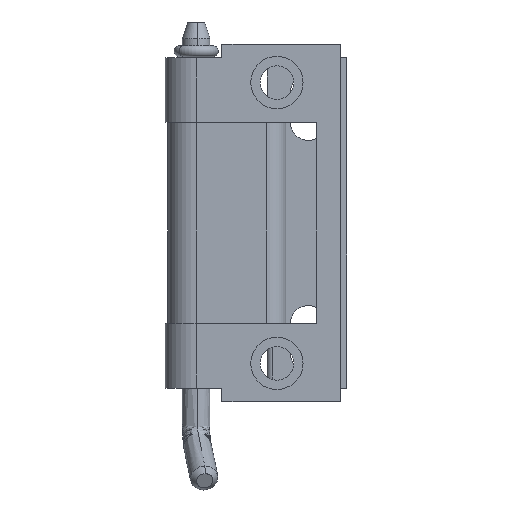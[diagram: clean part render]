
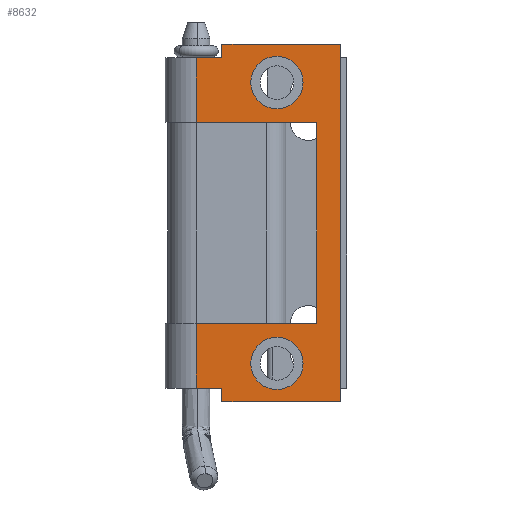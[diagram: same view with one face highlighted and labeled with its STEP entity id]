
A CAD part, front view. The second image highlights one B-rep face of the part: STEP entity #8632.
In plain terms, the highlighted planar face has unit normal (0, -1, 0).
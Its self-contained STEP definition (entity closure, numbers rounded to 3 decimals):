
#47 = VECTOR ( 'NONE', #799, 1000. ) ;
#64 = LINE ( 'NONE', #1485, #47 ) ;
#149 = AXIS2_PLACEMENT_3D ( 'NONE', #851, #6492, #1644 ) ;
#200 = ORIENTED_EDGE ( 'NONE', *, *, #6727, .T. ) ;
#246 = VECTOR ( 'NONE', #725, 1000. ) ;
#334 = LINE ( 'NONE', #4765, #246 ) ;
#386 = VERTEX_POINT ( 'NONE', #9923 ) ;
#398 = VERTEX_POINT ( 'NONE', #9916 ) ;
#405 = CARTESIAN_POINT ( 'NONE',  ( 0., -5.745, 30. ) ) ;
#495 = ORIENTED_EDGE ( 'NONE', *, *, #4140, .F. ) ;
#607 = LINE ( 'NONE', #3418, #675 ) ;
#675 = VECTOR ( 'NONE', #3361, 1000. ) ;
#719 = DIRECTION ( 'NONE',  ( 0., -1., 0. ) ) ;
#725 = DIRECTION ( 'NONE',  ( 0., 0., -1. ) ) ;
#799 = DIRECTION ( 'NONE',  ( -1., 0., 0. ) ) ;
#851 = CARTESIAN_POINT ( 'NONE',  ( 14.675, -5.745, 25.5 ) ) ;
#949 = VERTEX_POINT ( 'NONE', #9123 ) ;
#1138 = VERTEX_POINT ( 'NONE', #6660 ) ;
#1153 = CARTESIAN_POINT ( 'NONE',  ( 14.675, -5.745, -25.5 ) ) ;
#1180 = CIRCLE ( 'NONE', #2826, 4.75 ) ;
#1371 = VERTEX_POINT ( 'NONE', #9245 ) ;
#1485 = CARTESIAN_POINT ( 'NONE',  ( 26.175, -5.745, 30. ) ) ;
#1644 = DIRECTION ( 'NONE',  ( -1., 0., 0. ) ) ;
#1699 = ORIENTED_EDGE ( 'NONE', *, *, #8837, .T. ) ;
#1708 = CARTESIAN_POINT ( 'NONE',  ( 4.696, -5.745, -32.5 ) ) ;
#1756 = VERTEX_POINT ( 'NONE', #6103 ) ;
#1787 = EDGE_CURVE ( 'NONE', #1371, #5207, #3073, .T. ) ;
#1799 = DIRECTION ( 'NONE',  ( 0., 0., -1. ) ) ;
#1842 = EDGE_LOOP ( 'NONE', ( #2663, #6590, #9505, #495, #5850, #9286, #4955, #9819, #200, #5588, #4537, #2809 ) ) ;
#1870 = CARTESIAN_POINT ( 'NONE',  ( 14.675, -5.745, -25.5 ) ) ;
#1885 = CARTESIAN_POINT ( 'NONE',  ( 0., -5.745, 32.5 ) ) ;
#1901 = DIRECTION ( 'NONE',  ( 0., 1., 0. ) ) ;
#1941 = DIRECTION ( 'NONE',  ( 1., 0., 0. ) ) ;
#1971 = DIRECTION ( 'NONE',  ( 1., 0., 0. ) ) ;
#2038 = EDGE_CURVE ( 'NONE', #1138, #4332, #6608, .T. ) ;
#2063 = CARTESIAN_POINT ( 'NONE',  ( 26.175, -5.745, 32.5 ) ) ;
#2419 = VERTEX_POINT ( 'NONE', #5458 ) ;
#2443 = DIRECTION ( 'NONE',  ( 0., 1., 0. ) ) ;
#2617 = VECTOR ( 'NONE', #7943, 1000. ) ;
#2628 = LINE ( 'NONE', #10090, #2617 ) ;
#2660 = VECTOR ( 'NONE', #1799, 1000. ) ;
#2663 = ORIENTED_EDGE ( 'NONE', *, *, #1787, .T. ) ;
#2809 = ORIENTED_EDGE ( 'NONE', *, *, #7640, .T. ) ;
#2826 = AXIS2_PLACEMENT_3D ( 'NONE', #1870, #1901, #1941 ) ;
#2852 = CARTESIAN_POINT ( 'NONE',  ( 26.175, -5.745, 32.5 ) ) ;
#3073 = LINE ( 'NONE', #6031, #6322 ) ;
#3131 = CARTESIAN_POINT ( 'NONE',  ( 4.696, -5.745, 30. ) ) ;
#3351 = VERTEX_POINT ( 'NONE', #1708 ) ;
#3361 = DIRECTION ( 'NONE',  ( -1., 0., 0. ) ) ;
#3403 = CARTESIAN_POINT ( 'NONE',  ( 9.925, -5.745, 25.5 ) ) ;
#3418 = CARTESIAN_POINT ( 'NONE',  ( 26.175, -5.745, -30. ) ) ;
#4061 = EDGE_CURVE ( 'NONE', #398, #1756, #1180, .T. ) ;
#4102 = AXIS2_PLACEMENT_3D ( 'NONE', #5568, #719, #6360 ) ;
#4140 = EDGE_CURVE ( 'NONE', #2419, #4332, #607, .T. ) ;
#4166 = CIRCLE ( 'NONE', #149, 4.75 ) ;
#4325 = EDGE_CURVE ( 'NONE', #5207, #1138, #10108, .T. ) ;
#4332 = VERTEX_POINT ( 'NONE', #5676 ) ;
#4471 = EDGE_CURVE ( 'NONE', #3351, #2419, #9710, .T. ) ;
#4537 = ORIENTED_EDGE ( 'NONE', *, *, #7991, .T. ) ;
#4600 = CARTESIAN_POINT ( 'NONE',  ( 21.875, -5.745, -18.25 ) ) ;
#4696 = VECTOR ( 'NONE', #7515, 1000. ) ;
#4725 = PLANE ( 'NONE',  #4102 ) ;
#4765 = CARTESIAN_POINT ( 'NONE',  ( 0., -5.745, 32.5 ) ) ;
#4779 = LINE ( 'NONE', #6686, #4696 ) ;
#4941 = EDGE_CURVE ( 'NONE', #6547, #949, #6559, .T. ) ;
#4943 = CIRCLE ( 'NONE', #9968, 4.75 ) ;
#4955 = ORIENTED_EDGE ( 'NONE', *, *, #6617, .F. ) ;
#4964 = AXIS2_PLACEMENT_3D ( 'NONE', #1153, #6798, #1971 ) ;
#4973 = DIRECTION ( 'NONE',  ( 0., 0., -1. ) ) ;
#5207 = VERTEX_POINT ( 'NONE', #4600 ) ;
#5352 = EDGE_CURVE ( 'NONE', #386, #3351, #4779, .T. ) ;
#5458 = CARTESIAN_POINT ( 'NONE',  ( 4.696, -5.745, -30. ) ) ;
#5478 = EDGE_CURVE ( 'NONE', #7149, #6231, #4166, .T. ) ;
#5493 = VERTEX_POINT ( 'NONE', #3131 ) ;
#5568 = CARTESIAN_POINT ( 'NONE',  ( 26.175, -5.745, 32.5 ) ) ;
#5588 = ORIENTED_EDGE ( 'NONE', *, *, #6158, .T. ) ;
#5627 = ORIENTED_EDGE ( 'NONE', *, *, #5478, .T. ) ;
#5676 = CARTESIAN_POINT ( 'NONE',  ( 0., -5.745, -30. ) ) ;
#5850 = ORIENTED_EDGE ( 'NONE', *, *, #4471, .F. ) ;
#6031 = CARTESIAN_POINT ( 'NONE',  ( 21.875, -5.745, 32.5 ) ) ;
#6088 = DIRECTION ( 'NONE',  ( 0., 0., -1. ) ) ;
#6103 = CARTESIAN_POINT ( 'NONE',  ( 19.425, -5.745, -25.5 ) ) ;
#6158 = EDGE_CURVE ( 'NONE', #5493, #8878, #64, .T. ) ;
#6191 = DIRECTION ( 'NONE',  ( -1., 0., 0. ) ) ;
#6231 = VERTEX_POINT ( 'NONE', #8877 ) ;
#6299 = CIRCLE ( 'NONE', #4964, 4.75 ) ;
#6322 = VECTOR ( 'NONE', #4973, 1000. ) ;
#6341 = CARTESIAN_POINT ( 'NONE',  ( 26.175, -5.745, 32.5 ) ) ;
#6355 = CARTESIAN_POINT ( 'NONE',  ( 0., -5.745, 18.25 ) ) ;
#6360 = DIRECTION ( 'NONE',  ( 1., 0., 0. ) ) ;
#6368 = CARTESIAN_POINT ( 'NONE',  ( 4.696, -5.745, 32.5 ) ) ;
#6393 = ORIENTED_EDGE ( 'NONE', *, *, #9151, .T. ) ;
#6492 = DIRECTION ( 'NONE',  ( 0., 1., 0. ) ) ;
#6530 = VECTOR ( 'NONE', #6191, 1000. ) ;
#6536 = CARTESIAN_POINT ( 'NONE',  ( 4.696, -5.745, 32.5 ) ) ;
#6547 = VERTEX_POINT ( 'NONE', #2852 ) ;
#6559 = LINE ( 'NONE', #6341, #6530 ) ;
#6590 = ORIENTED_EDGE ( 'NONE', *, *, #4325, .T. ) ;
#6608 = LINE ( 'NONE', #1885, #2660 ) ;
#6617 = EDGE_CURVE ( 'NONE', #6547, #386, #8165, .T. ) ;
#6660 = CARTESIAN_POINT ( 'NONE',  ( 0., -5.745, -18.25 ) ) ;
#6686 = CARTESIAN_POINT ( 'NONE',  ( 26.175, -5.745, -32.5 ) ) ;
#6727 = EDGE_CURVE ( 'NONE', #949, #5493, #7400, .T. ) ;
#6798 = DIRECTION ( 'NONE',  ( 0., 1., 0. ) ) ;
#7149 = VERTEX_POINT ( 'NONE', #3403 ) ;
#7266 = CARTESIAN_POINT ( 'NONE',  ( 14.675, -5.745, 25.5 ) ) ;
#7309 = EDGE_LOOP ( 'NONE', ( #1699, #8636 ) ) ;
#7370 = VECTOR ( 'NONE', #10147, 1000. ) ;
#7400 = LINE ( 'NONE', #6368, #7370 ) ;
#7515 = DIRECTION ( 'NONE',  ( -1., 0., 0. ) ) ;
#7640 = EDGE_CURVE ( 'NONE', #9057, #1371, #2628, .T. ) ;
#7672 = FACE_BOUND ( 'NONE', #10000, .T. ) ;
#7680 = FACE_OUTER_BOUND ( 'NONE', #1842, .T. ) ;
#7705 = FACE_BOUND ( 'NONE', #7309, .T. ) ;
#7932 = DIRECTION ( 'NONE',  ( 0., 0., 1. ) ) ;
#7943 = DIRECTION ( 'NONE',  ( 1., 0., 0. ) ) ;
#7991 = EDGE_CURVE ( 'NONE', #8878, #9057, #334, .T. ) ;
#8080 = VECTOR ( 'NONE', #6088, 1000. ) ;
#8089 = DIRECTION ( 'NONE',  ( -1., 0., 0. ) ) ;
#8165 = LINE ( 'NONE', #2063, #8080 ) ;
#8632 = ADVANCED_FACE ( 'NONE', ( #7705, #7672, #7680 ), #4725, .T. ) ;
#8636 = ORIENTED_EDGE ( 'NONE', *, *, #4061, .T. ) ;
#8837 = EDGE_CURVE ( 'NONE', #1756, #398, #6299, .T. ) ;
#8877 = CARTESIAN_POINT ( 'NONE',  ( 19.425, -5.745, 25.5 ) ) ;
#8878 = VERTEX_POINT ( 'NONE', #405 ) ;
#9057 = VERTEX_POINT ( 'NONE', #6355 ) ;
#9123 = CARTESIAN_POINT ( 'NONE',  ( 4.696, -5.745, 32.5 ) ) ;
#9151 = EDGE_CURVE ( 'NONE', #6231, #7149, #4943, .T. ) ;
#9245 = CARTESIAN_POINT ( 'NONE',  ( 21.875, -5.745, 18.25 ) ) ;
#9286 = ORIENTED_EDGE ( 'NONE', *, *, #5352, .F. ) ;
#9445 = VECTOR ( 'NONE', #7932, 1000. ) ;
#9505 = ORIENTED_EDGE ( 'NONE', *, *, #2038, .T. ) ;
#9543 = CARTESIAN_POINT ( 'NONE',  ( 26.175, -5.745, -18.25 ) ) ;
#9575 = DIRECTION ( 'NONE',  ( -1., 0., 0. ) ) ;
#9710 = LINE ( 'NONE', #6536, #9445 ) ;
#9819 = ORIENTED_EDGE ( 'NONE', *, *, #4941, .T. ) ;
#9916 = CARTESIAN_POINT ( 'NONE',  ( 9.925, -5.745, -25.5 ) ) ;
#9923 = CARTESIAN_POINT ( 'NONE',  ( 26.175, -5.745, -32.5 ) ) ;
#9968 = AXIS2_PLACEMENT_3D ( 'NONE', #7266, #2443, #8089 ) ;
#10000 = EDGE_LOOP ( 'NONE', ( #5627, #6393 ) ) ;
#10090 = CARTESIAN_POINT ( 'NONE',  ( 26.175, -5.745, 18.25 ) ) ;
#10108 = LINE ( 'NONE', #9543, #10130 ) ;
#10130 = VECTOR ( 'NONE', #9575, 1000. ) ;
#10147 = DIRECTION ( 'NONE',  ( 0., 0., -1. ) ) ;
